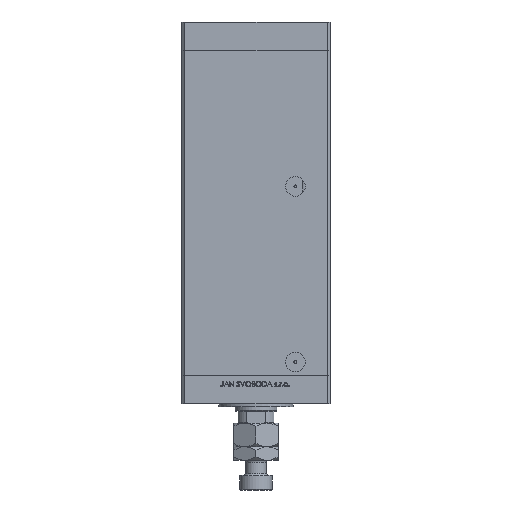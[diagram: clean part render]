
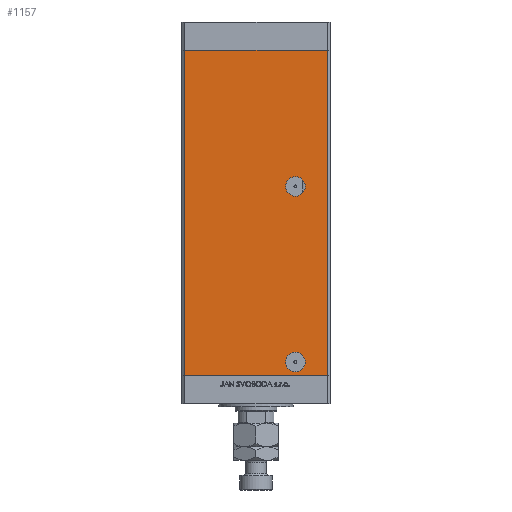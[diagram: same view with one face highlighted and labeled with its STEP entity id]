
A CAD part, front view. The second image highlights one B-rep face of the part: STEP entity #1157.
In plain terms, the highlighted planar face has unit normal (0, -1, 0).
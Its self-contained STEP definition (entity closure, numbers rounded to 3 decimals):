
#1157 = ADVANCED_FACE ( 'NONE', ( #9105, #40798, #21422 ), #5182, .F. ) ;
#2800 = EDGE_CURVE ( 'NONE', #7904, #42713, #26670, .T. ) ;
#2855 = AXIS2_PLACEMENT_3D ( 'NONE', #15467, #15985, #35901 ) ;
#3658 = ORIENTED_EDGE ( 'NONE', *, *, #2800, .T. ) ;
#4525 = EDGE_CURVE ( 'NONE', #13157, #37023, #20121, .T. ) ;
#5182 = PLANE ( 'NONE',  #20005 ) ;
#5577 = VECTOR ( 'NONE', #45631, 1000. ) ;
#5684 = VERTEX_POINT ( 'NONE', #39302 ) ;
#5920 = CARTESIAN_POINT ( 'NONE',  ( 26.5, -43.5, 2.42 ) ) ;
#7904 = VERTEX_POINT ( 'NONE', #26647 ) ;
#9105 = FACE_BOUND ( 'NONE', #36352, .T. ) ;
#10094 = CARTESIAN_POINT ( 'NONE',  ( 26.5, -43.5, 127. ) ) ;
#10264 = EDGE_CURVE ( 'NONE', #40214, #13392, #37280, .T. ) ;
#11621 = CARTESIAN_POINT ( 'NONE',  ( -48., -43.5, 0. ) ) ;
#12111 = ORIENTED_EDGE ( 'NONE', *, *, #45160, .T. ) ;
#12176 = DIRECTION ( 'NONE',  ( 0., 0., -1. ) ) ;
#12698 = CARTESIAN_POINT ( 'NONE',  ( 48., -43.5, 218.5 ) ) ;
#13027 = DIRECTION ( 'NONE',  ( 0., 1., 0. ) ) ;
#13063 = CARTESIAN_POINT ( 'NONE',  ( -48., -43.5, 218.5 ) ) ;
#13157 = VERTEX_POINT ( 'NONE', #5920 ) ;
#13392 = VERTEX_POINT ( 'NONE', #44020 ) ;
#13725 = CIRCLE ( 'NONE', #2855, 6.58 ) ;
#15467 = CARTESIAN_POINT ( 'NONE',  ( 26.5, -43.5, 127. ) ) ;
#15864 = CIRCLE ( 'NONE', #21727, 6.58 ) ;
#15985 = DIRECTION ( 'NONE',  ( 0., 1., 0. ) ) ;
#20005 = AXIS2_PLACEMENT_3D ( 'NONE', #45238, #13027, #24853 ) ;
#20121 = CIRCLE ( 'NONE', #26816, 6.58 ) ;
#20640 = DIRECTION ( 'NONE',  ( 0., -1., 0. ) ) ;
#21422 = FACE_BOUND ( 'NONE', #48878, .T. ) ;
#21442 = EDGE_CURVE ( 'NONE', #5684, #44428, #48053, .T. ) ;
#21727 = AXIS2_PLACEMENT_3D ( 'NONE', #38021, #33071, #45093 ) ;
#22073 = EDGE_LOOP ( 'NONE', ( #12111, #45017, #33771, #3658 ) ) ;
#23706 = EDGE_CURVE ( 'NONE', #37023, #13157, #15864, .T. ) ;
#24853 = DIRECTION ( 'NONE',  ( 0., 0., 1. ) ) ;
#25345 = DIRECTION ( 'NONE',  ( 0., 0., -1. ) ) ;
#26647 = CARTESIAN_POINT ( 'NONE',  ( -48., -43.5, 218.5 ) ) ;
#26670 = LINE ( 'NONE', #34273, #45187 ) ;
#26816 = AXIS2_PLACEMENT_3D ( 'NONE', #40780, #20640, #25345 ) ;
#29065 = DIRECTION ( 'NONE',  ( 1., 0., 0. ) ) ;
#30528 = DIRECTION ( 'NONE',  ( 0., 0., -1. ) ) ;
#31546 = LINE ( 'NONE', #11621, #5577 ) ;
#32033 = ORIENTED_EDGE ( 'NONE', *, *, #23706, .F. ) ;
#33071 = DIRECTION ( 'NONE',  ( 0., -1., 0. ) ) ;
#33679 = CARTESIAN_POINT ( 'NONE',  ( 26.5, -43.5, 133.58 ) ) ;
#33771 = ORIENTED_EDGE ( 'NONE', *, *, #48681, .F. ) ;
#34121 = CARTESIAN_POINT ( 'NONE',  ( 48., -43.5, 0. ) ) ;
#34273 = CARTESIAN_POINT ( 'NONE',  ( -48., -43.5, 218.5 ) ) ;
#34324 = ORIENTED_EDGE ( 'NONE', *, *, #35447, .T. ) ;
#35447 = EDGE_CURVE ( 'NONE', #13392, #40214, #13725, .T. ) ;
#35587 = AXIS2_PLACEMENT_3D ( 'NONE', #10094, #42295, #30528 ) ;
#35901 = DIRECTION ( 'NONE',  ( 0., 0., -1. ) ) ;
#36352 = EDGE_LOOP ( 'NONE', ( #45103, #32033 ) ) ;
#36830 = CARTESIAN_POINT ( 'NONE',  ( 26.5, -43.5, 15.58 ) ) ;
#37023 = VERTEX_POINT ( 'NONE', #36830 ) ;
#37280 = CIRCLE ( 'NONE', #35587, 6.58 ) ;
#37881 = ORIENTED_EDGE ( 'NONE', *, *, #10264, .T. ) ;
#38021 = CARTESIAN_POINT ( 'NONE',  ( 26.5, -43.5, 9. ) ) ;
#38301 = VECTOR ( 'NONE', #29065, 1000. ) ;
#39302 = CARTESIAN_POINT ( 'NONE',  ( 48., -43.5, 218.5 ) ) ;
#40214 = VERTEX_POINT ( 'NONE', #33679 ) ;
#40780 = CARTESIAN_POINT ( 'NONE',  ( 26.5, -43.5, 9. ) ) ;
#40798 = FACE_OUTER_BOUND ( 'NONE', #22073, .T. ) ;
#42295 = DIRECTION ( 'NONE',  ( 0., 1., 0. ) ) ;
#42713 = VERTEX_POINT ( 'NONE', #44171 ) ;
#44020 = CARTESIAN_POINT ( 'NONE',  ( 26.5, -43.5, 120.42 ) ) ;
#44171 = CARTESIAN_POINT ( 'NONE',  ( -48., -43.5, 0. ) ) ;
#44428 = VERTEX_POINT ( 'NONE', #34121 ) ;
#45017 = ORIENTED_EDGE ( 'NONE', *, *, #21442, .F. ) ;
#45093 = DIRECTION ( 'NONE',  ( 0., 0., -1. ) ) ;
#45103 = ORIENTED_EDGE ( 'NONE', *, *, #4525, .F. ) ;
#45160 = EDGE_CURVE ( 'NONE', #42713, #44428, #31546, .T. ) ;
#45187 = VECTOR ( 'NONE', #49708, 1000. ) ;
#45238 = CARTESIAN_POINT ( 'NONE',  ( -48., -43.5, 218.5 ) ) ;
#45631 = DIRECTION ( 'NONE',  ( 1., 0., 0. ) ) ;
#47564 = VECTOR ( 'NONE', #12176, 1000. ) ;
#48053 = LINE ( 'NONE', #12698, #47564 ) ;
#48681 = EDGE_CURVE ( 'NONE', #7904, #5684, #48936, .T. ) ;
#48878 = EDGE_LOOP ( 'NONE', ( #34324, #37881 ) ) ;
#48936 = LINE ( 'NONE', #13063, #38301 ) ;
#49708 = DIRECTION ( 'NONE',  ( 0., 0., -1. ) ) ;
